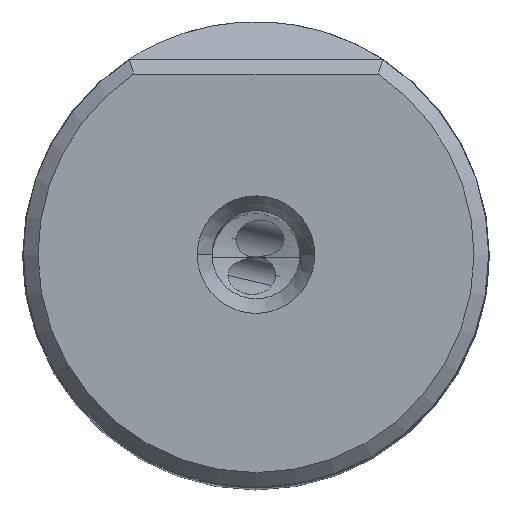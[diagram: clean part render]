
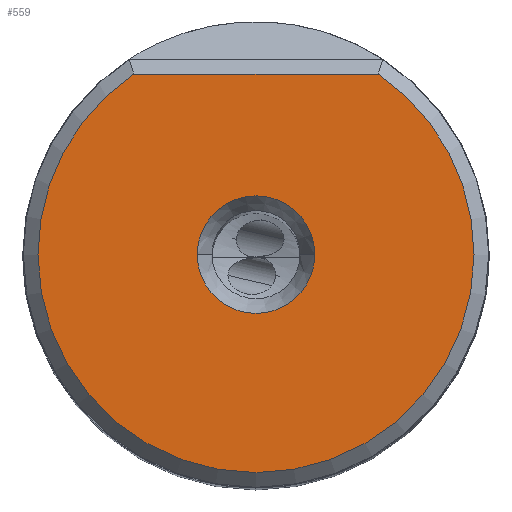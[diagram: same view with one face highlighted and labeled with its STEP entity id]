
A CAD part, top view. The second image highlights one B-rep face of the part: STEP entity #559.
In plain terms, the highlighted planar face has unit normal (0, 0, 1).
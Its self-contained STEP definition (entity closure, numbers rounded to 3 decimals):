
#559=ADVANCED_FACE('',(#791,#792),#744,.T.);
#744=PLANE('',#3695);
#791=FACE_BOUND('',#815,.T.);
#792=FACE_BOUND('',#816,.T.);
#815=EDGE_LOOP('',(#1280,#1281,#1282,#1283));
#816=EDGE_LOOP('',(#1284,#1285));
#1012=LINE('',#5183,#1146);
#1146=VECTOR('',#4162,1.);
#1280=ORIENTED_EDGE('',*,*,#2737,.F.);
#1281=ORIENTED_EDGE('',*,*,#2738,.F.);
#1282=ORIENTED_EDGE('',*,*,#2739,.F.);
#1283=ORIENTED_EDGE('',*,*,#2740,.F.);
#1284=ORIENTED_EDGE('',*,*,#2741,.F.);
#1285=ORIENTED_EDGE('',*,*,#2742,.F.);
#2368=VERTEX_POINT('',#5177);
#2369=VERTEX_POINT('',#5178);
#2370=VERTEX_POINT('',#5180);
#2371=VERTEX_POINT('',#5182);
#2372=VERTEX_POINT('',#5185);
#2373=VERTEX_POINT('',#5186);
#2737=EDGE_CURVE('',#2368,#2369,#3281,.T.);
#2738=EDGE_CURVE('',#2370,#2368,#3282,.T.);
#2739=EDGE_CURVE('',#2371,#2370,#3283,.T.);
#2740=EDGE_CURVE('',#2369,#2371,#1012,.T.);
#2741=EDGE_CURVE('',#2372,#2373,#3284,.T.);
#2742=EDGE_CURVE('',#2373,#2372,#3285,.T.);
#3281=CIRCLE('',#3690,14.836);
#3282=CIRCLE('',#3691,14.836);
#3283=CIRCLE('',#3692,14.836);
#3284=CIRCLE('',#3693,4.);
#3285=CIRCLE('',#3694,4.);
#3690=AXIS2_PLACEMENT_3D('',#5176,#4156,#4157);
#3691=AXIS2_PLACEMENT_3D('',#5179,#4158,#4159);
#3692=AXIS2_PLACEMENT_3D('',#5181,#4160,#4161);
#3693=AXIS2_PLACEMENT_3D('',#5184,#4163,#4164);
#3694=AXIS2_PLACEMENT_3D('',#5187,#4165,#4166);
#3695=AXIS2_PLACEMENT_3D('',#5188,#4167,#4168);
#4156=DIRECTION('',(0.,0.,-1.));
#4157=DIRECTION('',(-1.,0.,0.));
#4158=DIRECTION('',(0.,0.,-1.));
#4159=DIRECTION('',(1.,0.,0.));
#4160=DIRECTION('',(0.,0.,-1.));
#4161=DIRECTION('',(0.561,0.828,0.));
#4162=DIRECTION('',(1.,0.,0.));
#4163=DIRECTION('',(0.,0.,1.));
#4164=DIRECTION('',(-1.,0.,0.));
#4165=DIRECTION('',(0.,0.,1.));
#4166=DIRECTION('',(1.,0.,0.));
#4167=DIRECTION('',(0.,0.,1.));
#4168=DIRECTION('',(1.,0.,0.));
#5176=CARTESIAN_POINT('',(0.,0.,0.));
#5177=CARTESIAN_POINT('',(-14.836,0.,0.));
#5178=CARTESIAN_POINT('',(-8.318,12.285,0.));
#5179=CARTESIAN_POINT('',(0.,0.,0.));
#5180=CARTESIAN_POINT('',(14.836,0.,0.));
#5181=CARTESIAN_POINT('',(0.,0.,0.));
#5182=CARTESIAN_POINT('',(8.318,12.285,0.));
#5183=CARTESIAN_POINT('',(-8.318,12.285,0.));
#5184=CARTESIAN_POINT('',(0.,0.,0.));
#5185=CARTESIAN_POINT('',(-4.,0.,0.));
#5186=CARTESIAN_POINT('',(4.,0.,0.));
#5187=CARTESIAN_POINT('',(0.,0.,0.));
#5188=CARTESIAN_POINT('',(-0.001,-1.276,0.));
